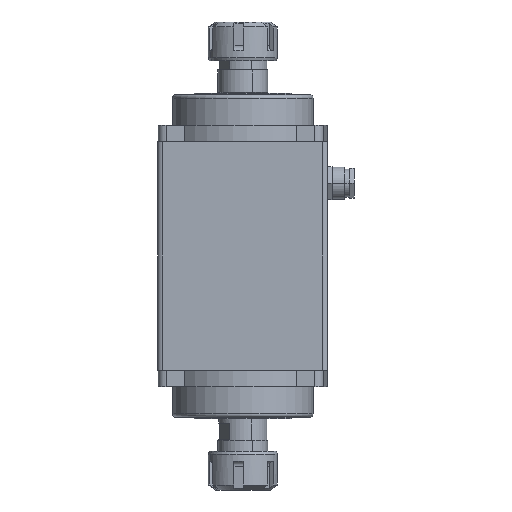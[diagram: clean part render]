
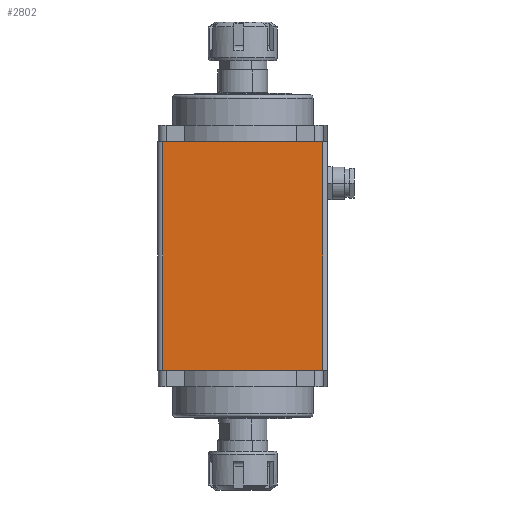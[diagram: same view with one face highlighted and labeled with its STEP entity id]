
A CAD part, left-side view. The second image highlights one B-rep face of the part: STEP entity #2802.
In plain terms, the highlighted planar face has unit normal (-1, 0, 0).
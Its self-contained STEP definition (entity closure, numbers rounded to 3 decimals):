
#300 = ORIENTED_EDGE ( 'NONE', *, *, #2758, .F. ) ;
#463 = EDGE_LOOP ( 'NONE', ( #661, #300, #4668, #2095 ) ) ;
#661 = ORIENTED_EDGE ( 'NONE', *, *, #3488, .T. ) ;
#704 = CARTESIAN_POINT ( 'NONE',  ( -60., -48.5, 138. ) ) ;
#1300 = VECTOR ( 'NONE', #6456, 1000. ) ;
#1380 = DIRECTION ( 'NONE',  ( 0., -1., 0. ) ) ;
#1489 = VECTOR ( 'NONE', #1496, 1000. ) ;
#1496 = DIRECTION ( 'NONE',  ( 0., -1., 0. ) ) ;
#1565 = VERTEX_POINT ( 'NONE', #3349 ) ;
#1810 = CARTESIAN_POINT ( 'NONE',  ( -60., -48.5, 138. ) ) ;
#2095 = ORIENTED_EDGE ( 'NONE', *, *, #5014, .T. ) ;
#2737 = CARTESIAN_POINT ( 'NONE',  ( -60., -48.5, 0. ) ) ;
#2758 = EDGE_CURVE ( 'NONE', #4575, #5707, #7448, .T. ) ;
#2768 = FACE_OUTER_BOUND ( 'NONE', #463, .T. ) ;
#2802 = ADVANCED_FACE ( 'NONE', ( #2768 ), #6541, .F. ) ;
#3349 = CARTESIAN_POINT ( 'NONE',  ( -60., 48.5, 138. ) ) ;
#3488 = EDGE_CURVE ( 'NONE', #7898, #5707, #5286, .T. ) ;
#3665 = CARTESIAN_POINT ( 'NONE',  ( -60., -48.5, 138. ) ) ;
#3725 = DIRECTION ( 'NONE',  ( 0., 0., -1. ) ) ;
#3741 = DIRECTION ( 'NONE',  ( 0., 0., -1. ) ) ;
#4575 = VERTEX_POINT ( 'NONE', #1810 ) ;
#4668 = ORIENTED_EDGE ( 'NONE', *, *, #6071, .F. ) ;
#5014 = EDGE_CURVE ( 'NONE', #1565, #7898, #5353, .T. ) ;
#5286 = LINE ( 'NONE', #2737, #1489 ) ;
#5353 = LINE ( 'NONE', #7935, #8594 ) ;
#5707 = VERTEX_POINT ( 'NONE', #7360 ) ;
#6071 = EDGE_CURVE ( 'NONE', #1565, #4575, #8257, .T. ) ;
#6456 = DIRECTION ( 'NONE',  ( 0., 0., -1. ) ) ;
#6541 = PLANE ( 'NONE',  #8778 ) ;
#7178 = CARTESIAN_POINT ( 'NONE',  ( -60., -48.5, 138. ) ) ;
#7360 = CARTESIAN_POINT ( 'NONE',  ( -60., -48.5, 0. ) ) ;
#7448 = LINE ( 'NONE', #3665, #1300 ) ;
#7485 = VECTOR ( 'NONE', #1380, 1000. ) ;
#7845 = CARTESIAN_POINT ( 'NONE',  ( -60., 48.5, 0. ) ) ;
#7849 = DIRECTION ( 'NONE',  ( 1., 0., 0. ) ) ;
#7898 = VERTEX_POINT ( 'NONE', #7845 ) ;
#7935 = CARTESIAN_POINT ( 'NONE',  ( -60., 48.5, 138. ) ) ;
#8257 = LINE ( 'NONE', #704, #7485 ) ;
#8594 = VECTOR ( 'NONE', #3741, 1000. ) ;
#8778 = AXIS2_PLACEMENT_3D ( 'NONE', #7178, #7849, #3725 ) ;
